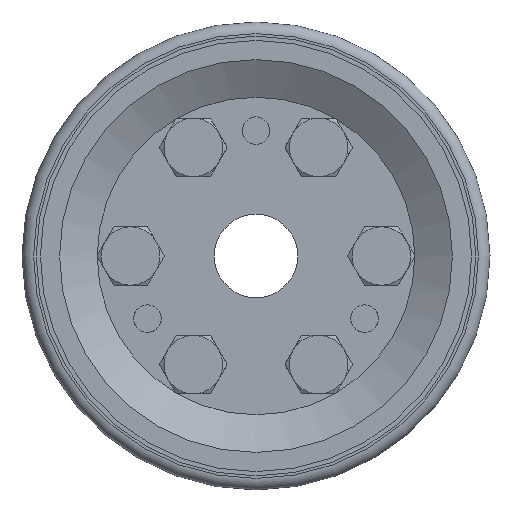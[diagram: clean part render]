
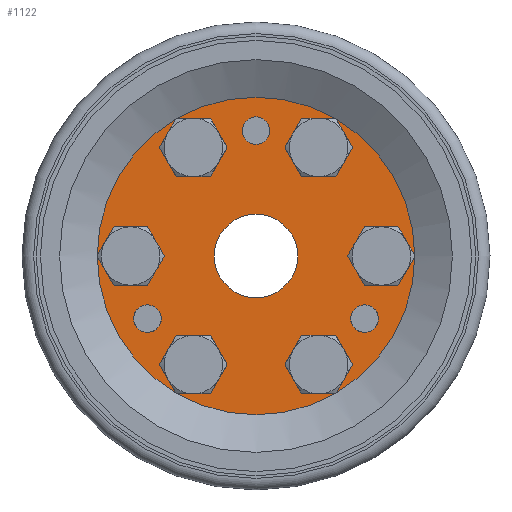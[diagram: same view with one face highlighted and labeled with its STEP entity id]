
A CAD part, left-side view. The second image highlights one B-rep face of the part: STEP entity #1122.
In plain terms, the highlighted planar face has unit normal (-1, 0, 0).
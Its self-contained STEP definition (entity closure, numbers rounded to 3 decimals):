
#1122 = ADVANCED_FACE( '', ( #2461, #2462, #2463, #2464, #2465, #2466, #2467, #2468, #2469, #2470, #2471 ), #2472, .T. );
#2461 = FACE_BOUND( '', #5210, .T. );
#2462 = FACE_BOUND( '', #5211, .T. );
#2463 = FACE_BOUND( '', #5212, .T. );
#2464 = FACE_OUTER_BOUND( '', #5213, .T. );
#2465 = FACE_BOUND( '', #5214, .T. );
#2466 = FACE_BOUND( '', #5215, .T. );
#2467 = FACE_BOUND( '', #5216, .T. );
#2468 = FACE_BOUND( '', #5217, .T. );
#2469 = FACE_BOUND( '', #5218, .T. );
#2470 = FACE_BOUND( '', #5219, .T. );
#2471 = FACE_BOUND( '', #5220, .T. );
#2472 = PLANE( '', #5221 );
#5210 = EDGE_LOOP( '', ( #8296 ) );
#5211 = EDGE_LOOP( '', ( #8297 ) );
#5212 = EDGE_LOOP( '', ( #8298 ) );
#5213 = EDGE_LOOP( '', ( #8299 ) );
#5214 = EDGE_LOOP( '', ( #8300 ) );
#5215 = EDGE_LOOP( '', ( #8301 ) );
#5216 = EDGE_LOOP( '', ( #8302 ) );
#5217 = EDGE_LOOP( '', ( #8303 ) );
#5218 = EDGE_LOOP( '', ( #8304 ) );
#5219 = EDGE_LOOP( '', ( #8305 ) );
#5220 = EDGE_LOOP( '', ( #8306 ) );
#5221 = AXIS2_PLACEMENT_3D( '', #8307, #8308, #8309 );
#8296 = ORIENTED_EDGE( '', *, *, #9243, .F. );
#8297 = ORIENTED_EDGE( '', *, *, #9894, .F. );
#8298 = ORIENTED_EDGE( '', *, *, #9694, .F. );
#8299 = ORIENTED_EDGE( '', *, *, #9032, .T. );
#8300 = ORIENTED_EDGE( '', *, *, #9642, .F. );
#8301 = ORIENTED_EDGE( '', *, *, #9892, .F. );
#8302 = ORIENTED_EDGE( '', *, *, #9446, .F. );
#8303 = ORIENTED_EDGE( '', *, *, #9218, .F. );
#8304 = ORIENTED_EDGE( '', *, *, #8877, .F. );
#8305 = ORIENTED_EDGE( '', *, *, #9490, .F. );
#8306 = ORIENTED_EDGE( '', *, *, #9660, .T. );
#8307 = CARTESIAN_POINT( '', ( -19.694, 0., 4. ) );
#8308 = DIRECTION( '', ( -1., 0., 0. ) );
#8309 = DIRECTION( '', ( 0., 0., 1. ) );
#8877 = EDGE_CURVE( '', #10198, #10198, #10199, .T. );
#9032 = EDGE_CURVE( '', #10459, #10459, #10460, .T. );
#9218 = EDGE_CURVE( '', #10766, #10766, #10767, .T. );
#9243 = EDGE_CURVE( '', #10804, #10804, #10805, .T. );
#9446 = EDGE_CURVE( '', #11111, #11111, #11112, .T. );
#9490 = EDGE_CURVE( '', #11169, #11169, #11170, .T. );
#9642 = EDGE_CURVE( '', #11382, #11382, #11383, .T. );
#9660 = EDGE_CURVE( '', #11405, #11405, #11406, .F. );
#9694 = EDGE_CURVE( '', #11451, #11451, #11452, .T. );
#9892 = EDGE_CURVE( '', #11680, #11680, #11681, .T. );
#9894 = EDGE_CURVE( '', #11683, #11683, #11684, .T. );
#10198 = VERTEX_POINT( '', #12065 );
#10199 = CIRCLE( '', #12066, 2.95 );
#10459 = VERTEX_POINT( '', #12468 );
#10460 = CIRCLE( '', #12469, 19. );
#10766 = VERTEX_POINT( '', #12931 );
#10767 = CIRCLE( '', #12932, 2.95 );
#10804 = VERTEX_POINT( '', #13006 );
#10805 = CIRCLE( '', #13007, 1.65 );
#11111 = VERTEX_POINT( '', #13434 );
#11112 = CIRCLE( '', #13435, 2.95 );
#11169 = VERTEX_POINT( '', #13556 );
#11170 = CIRCLE( '', #13557, 2.95 );
#11382 = VERTEX_POINT( '', #13865 );
#11383 = CIRCLE( '', #13866, 2.95 );
#11405 = VERTEX_POINT( '', #13898 );
#11406 = CIRCLE( '', #13899, 5. );
#11451 = VERTEX_POINT( '', #13966 );
#11452 = CIRCLE( '', #13967, 1.65 );
#11680 = VERTEX_POINT( '', #14366 );
#11681 = CIRCLE( '', #14367, 2.95 );
#11683 = VERTEX_POINT( '', #14369 );
#11684 = CIRCLE( '', #14370, 1.65 );
#12065 = CARTESIAN_POINT( '', ( -19.694, -7.5, 15.94 ) );
#12066 = AXIS2_PLACEMENT_3D( '', #14712, #14713, #14714 );
#12468 = CARTESIAN_POINT( '', ( -19.694, 0., 19. ) );
#12469 = AXIS2_PLACEMENT_3D( '', #14919, #14920, #14921 );
#12931 = CARTESIAN_POINT( '', ( -19.694, 15., 2.95 ) );
#12932 = AXIS2_PLACEMENT_3D( '', #15185, #15186, #15187 );
#13006 = CARTESIAN_POINT( '', ( -19.694, 12.99, -5.85 ) );
#13007 = AXIS2_PLACEMENT_3D( '', #15217, #15218, #15219 );
#13434 = CARTESIAN_POINT( '', ( -19.694, 7.5, 15.94 ) );
#13435 = AXIS2_PLACEMENT_3D( '', #15509, #15510, #15511 );
#13556 = CARTESIAN_POINT( '', ( -19.694, -7.5, -10.04 ) );
#13557 = AXIS2_PLACEMENT_3D( '', #15544, #15545, #15546 );
#13865 = CARTESIAN_POINT( '', ( -19.694, 7.5, -10.04 ) );
#13866 = AXIS2_PLACEMENT_3D( '', #15728, #15729, #15730 );
#13898 = CARTESIAN_POINT( '', ( -19.694, 0., 5. ) );
#13899 = AXIS2_PLACEMENT_3D( '', #15747, #15748, #15749 );
#13966 = CARTESIAN_POINT( '', ( -19.694, -12.99, -5.85 ) );
#13967 = AXIS2_PLACEMENT_3D( '', #15784, #15785, #15786 );
#14366 = CARTESIAN_POINT( '', ( -19.694, -15., 2.95 ) );
#14367 = AXIS2_PLACEMENT_3D( '', #15971, #15972, #15973 );
#14369 = CARTESIAN_POINT( '', ( -19.694, 0., 16.65 ) );
#14370 = AXIS2_PLACEMENT_3D( '', #15974, #15975, #15976 );
#14712 = CARTESIAN_POINT( '', ( -19.694, -7.5, 12.99 ) );
#14713 = DIRECTION( '', ( -1., 0., 0. ) );
#14714 = DIRECTION( '', ( 0., 0., 1. ) );
#14919 = CARTESIAN_POINT( '', ( -19.694, 0., 0. ) );
#14920 = DIRECTION( '', ( -1., 0., 0. ) );
#14921 = DIRECTION( '', ( 0., 0., 1. ) );
#15185 = CARTESIAN_POINT( '', ( -19.694, 15., 0. ) );
#15186 = DIRECTION( '', ( -1., 0., 0. ) );
#15187 = DIRECTION( '', ( 0., 0., 1. ) );
#15217 = CARTESIAN_POINT( '', ( -19.694, 12.99, -7.5 ) );
#15218 = DIRECTION( '', ( -1., 0., 0. ) );
#15219 = DIRECTION( '', ( 0., 0., 1. ) );
#15509 = CARTESIAN_POINT( '', ( -19.694, 7.5, 12.99 ) );
#15510 = DIRECTION( '', ( -1., 0., 0. ) );
#15511 = DIRECTION( '', ( 0., 0., 1. ) );
#15544 = CARTESIAN_POINT( '', ( -19.694, -7.5, -12.99 ) );
#15545 = DIRECTION( '', ( -1., 0., 0. ) );
#15546 = DIRECTION( '', ( 0., 0., 1. ) );
#15728 = CARTESIAN_POINT( '', ( -19.694, 7.5, -12.99 ) );
#15729 = DIRECTION( '', ( -1., 0., 0. ) );
#15730 = DIRECTION( '', ( 0., 0., 1. ) );
#15747 = CARTESIAN_POINT( '', ( -19.694, 0., 0. ) );
#15748 = DIRECTION( '', ( -1., 0., 0. ) );
#15749 = DIRECTION( '', ( 0., 0., 1. ) );
#15784 = CARTESIAN_POINT( '', ( -19.694, -12.99, -7.5 ) );
#15785 = DIRECTION( '', ( -1., 0., 0. ) );
#15786 = DIRECTION( '', ( 0., 0., 1. ) );
#15971 = CARTESIAN_POINT( '', ( -19.694, -15., 0. ) );
#15972 = DIRECTION( '', ( -1., 0., 0. ) );
#15973 = DIRECTION( '', ( 0., 0., 1. ) );
#15974 = CARTESIAN_POINT( '', ( -19.694, 0., 15. ) );
#15975 = DIRECTION( '', ( -1., 0., 0. ) );
#15976 = DIRECTION( '', ( 0., 0., 1. ) );
